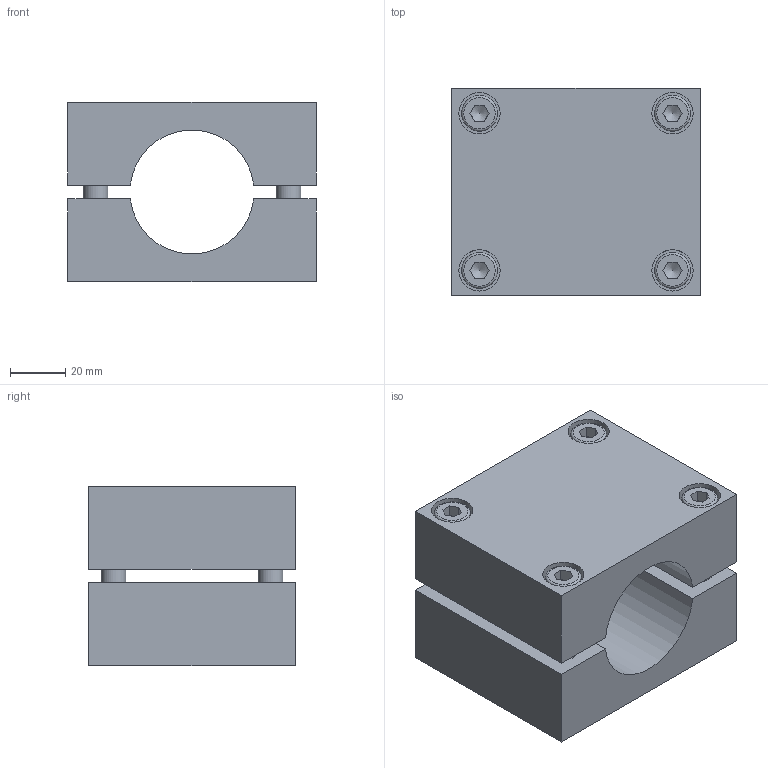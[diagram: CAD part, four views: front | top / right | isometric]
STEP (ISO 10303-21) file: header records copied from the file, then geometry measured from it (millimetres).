
FILE_DESCRIPTION(/* description */ ('Fußflansch Ø45'),/* implementation_level */ '2;1');
FILE_NAME(/* name */ '60077355_Fuflansch 45.stp',/* time_stamp */ '2026-01-28T11:18:20+01:00',/* author */ ('DSteinicke'),/* organization */ (''),/* preprocessor_version */ 'ST-DEVELOPER v20',/* originating_system */ 'Autodesk Inventor 2024',/* authorisation */ '');
FILE_SCHEMA (('AUTOMOTIVE_DESIGN { 1 0 10303 214 3 1 1 }'));
Length unit declared in the file: millimetre
Products named in the file (1): 60077355
Bounding box: 90 x 75 x 65 mm (x, y, z)
Volume: 296156.4 mm3; surface area: 53494.9 mm2
Topology: 1 solids, 1 shells, 74 faces, 186 edges, 124 vertices
Faces by surface type: plane 46, cylinder 20, torus 4, cone 4
Full cylindrical faces by diameter (mm): 4.917 x4, 8 x2, 9 x4, 13 x4, 15 x4
Entity records: 2339 total; most frequent: CARTESIAN_POINT 437, ORIENTED_EDGE 364, DIRECTION 356, EDGE_CURVE 182, AXIS2_PLACEMENT_3D 127, VERTEX_POINT 124, EDGE_LOOP 106, LINE 102
